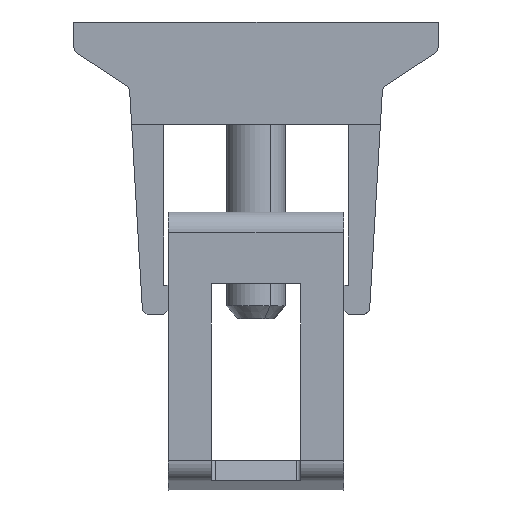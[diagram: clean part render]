
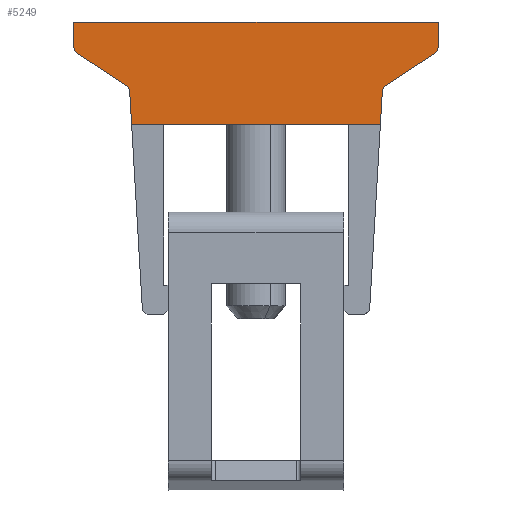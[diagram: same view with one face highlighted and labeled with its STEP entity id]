
A CAD part, left-side view. The second image highlights one B-rep face of the part: STEP entity #5249.
In plain terms, the highlighted planar face has unit normal (-1, 0, 0).
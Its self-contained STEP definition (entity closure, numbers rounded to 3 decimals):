
#4106=AXIS2_PLACEMENT_3D('Circle Axis2P3D',#4104,#4105,$) ;
#4168=AXIS2_PLACEMENT_3D('Circle Axis2P3D',#4166,#4167,$) ;
#5099=AXIS2_PLACEMENT_3D('Circle Axis2P3D',#5097,#5098,$) ;
#5161=AXIS2_PLACEMENT_3D('Circle Axis2P3D',#5159,#5160,$) ;
#5223=AXIS2_PLACEMENT_3D('Plane Axis2P3D',#5220,#5221,#5222) ;
#4054=CARTESIAN_POINT('Vertex',(0.275,3.945,25.001)) ;
#4068=CARTESIAN_POINT('Vertex',(0.275,3.815,27.25)) ;
#4071=CARTESIAN_POINT('Line Origine',(0.275,3.88,26.126)) ;
#4101=CARTESIAN_POINT('Vertex',(0.275,3.59,27.639)) ;
#4104=CARTESIAN_POINT('Axis2P3D Location',(0.275,3.315,27.221)) ;
#4132=CARTESIAN_POINT('Vertex',(0.275,0.225,29.853)) ;
#4135=CARTESIAN_POINT('Line Origine',(0.275,1.908,28.746)) ;
#4163=CARTESIAN_POINT('Vertex',(0.275,0.,30.271)) ;
#4166=CARTESIAN_POINT('Axis2P3D Location',(0.275,0.5,30.271)) ;
#4194=CARTESIAN_POINT('Vertex',(0.275,0.,32.001)) ;
#4197=CARTESIAN_POINT('Line Origine',(0.275,0.,31.136)) ;
#5049=CARTESIAN_POINT('Vertex',(0.275,24.9,32.001)) ;
#5063=CARTESIAN_POINT('Vertex',(0.275,24.9,30.271)) ;
#5066=CARTESIAN_POINT('Line Origine',(0.275,24.9,31.136)) ;
#5094=CARTESIAN_POINT('Vertex',(0.275,24.675,29.853)) ;
#5097=CARTESIAN_POINT('Axis2P3D Location',(0.275,24.4,30.271)) ;
#5125=CARTESIAN_POINT('Vertex',(0.275,21.31,27.639)) ;
#5128=CARTESIAN_POINT('Line Origine',(0.275,22.992,28.746)) ;
#5156=CARTESIAN_POINT('Vertex',(0.275,21.085,27.25)) ;
#5159=CARTESIAN_POINT('Axis2P3D Location',(0.275,21.585,27.221)) ;
#5176=CARTESIAN_POINT('Line Origine',(0.275,21.02,26.126)) ;
#5180=CARTESIAN_POINT('Vertex',(0.275,20.955,25.001)) ;
#5220=CARTESIAN_POINT('Axis2P3D Location',(0.275,12.45,32.001)) ;
#5225=CARTESIAN_POINT('Line Origine',(0.275,12.45,25.001)) ;
#5230=CARTESIAN_POINT('Line Origine',(0.275,12.45,32.001)) ;
#4072=DIRECTION('Vector Direction',(0.,0.058,-0.998)) ;
#4105=DIRECTION('Axis2P3D Direction',(-1.,0.,0.)) ;
#4136=DIRECTION('Vector Direction',(0.,0.835,-0.55)) ;
#4167=DIRECTION('Axis2P3D Direction',(-1.,0.,0.)) ;
#4198=DIRECTION('Vector Direction',(0.,0.,-1.)) ;
#5067=DIRECTION('Vector Direction',(0.,0.,-1.)) ;
#5098=DIRECTION('Axis2P3D Direction',(-1.,0.,0.)) ;
#5129=DIRECTION('Vector Direction',(0.,-0.835,-0.55)) ;
#5160=DIRECTION('Axis2P3D Direction',(-1.,0.,0.)) ;
#5177=DIRECTION('Vector Direction',(0.,-0.058,-0.998)) ;
#5221=DIRECTION('Axis2P3D Direction',(-1.,0.,0.)) ;
#5222=DIRECTION('Axis2P3D XDirection',(0.,-1.,0.)) ;
#5226=DIRECTION('Vector Direction',(0.,-1.,0.)) ;
#5231=DIRECTION('Vector Direction',(0.,1.,0.)) ;
#4073=VECTOR('Line Direction',#4072,1.) ;
#4137=VECTOR('Line Direction',#4136,1.) ;
#4199=VECTOR('Line Direction',#4198,1.) ;
#5068=VECTOR('Line Direction',#5067,1.) ;
#5130=VECTOR('Line Direction',#5129,1.) ;
#5178=VECTOR('Line Direction',#5177,1.) ;
#5227=VECTOR('Line Direction',#5226,1.) ;
#5232=VECTOR('Line Direction',#5231,1.) ;
#5236=ORIENTED_EDGE('',*,*,#5070,.T.) ;
#5237=ORIENTED_EDGE('',*,*,#5101,.T.) ;
#5238=ORIENTED_EDGE('',*,*,#5132,.T.) ;
#5239=ORIENTED_EDGE('',*,*,#5163,.T.) ;
#5240=ORIENTED_EDGE('',*,*,#5182,.T.) ;
#5241=ORIENTED_EDGE('',*,*,#5229,.T.) ;
#5242=ORIENTED_EDGE('',*,*,#4075,.T.) ;
#5243=ORIENTED_EDGE('',*,*,#4108,.T.) ;
#5244=ORIENTED_EDGE('',*,*,#4139,.T.) ;
#5245=ORIENTED_EDGE('',*,*,#4170,.T.) ;
#5246=ORIENTED_EDGE('',*,*,#4201,.T.) ;
#5247=ORIENTED_EDGE('',*,*,#5234,.T.) ;
#5249=ADVANCED_FACE('V4',(#5248),#5224,.T.) ;
#4107=CIRCLE('generated circle',#4106,0.5) ;
#4169=CIRCLE('generated circle',#4168,0.5) ;
#5100=CIRCLE('generated circle',#5099,0.5) ;
#5162=CIRCLE('generated circle',#5161,0.5) ;
#4075=EDGE_CURVE('',#4055,#4069,#4074,.F.) ;
#4108=EDGE_CURVE('',#4069,#4102,#4107,.F.) ;
#4139=EDGE_CURVE('',#4102,#4133,#4138,.F.) ;
#4170=EDGE_CURVE('',#4133,#4164,#4169,.T.) ;
#4201=EDGE_CURVE('',#4164,#4195,#4200,.F.) ;
#5070=EDGE_CURVE('',#5050,#5064,#5069,.T.) ;
#5101=EDGE_CURVE('',#5064,#5095,#5100,.T.) ;
#5132=EDGE_CURVE('',#5095,#5126,#5131,.T.) ;
#5163=EDGE_CURVE('',#5126,#5157,#5162,.F.) ;
#5182=EDGE_CURVE('',#5157,#5181,#5179,.T.) ;
#5229=EDGE_CURVE('',#5181,#4055,#5228,.T.) ;
#5234=EDGE_CURVE('',#4195,#5050,#5233,.T.) ;
#5235=EDGE_LOOP('',(#5236,#5237,#5238,#5239,#5240,#5241,#5242,#5243,#5244,#5245,#5246,#5247)) ;
#5248=FACE_OUTER_BOUND('',#5235,.T.) ;
#4074=LINE('Line',#4071,#4073) ;
#4138=LINE('Line',#4135,#4137) ;
#4200=LINE('Line',#4197,#4199) ;
#5069=LINE('Line',#5066,#5068) ;
#5131=LINE('Line',#5128,#5130) ;
#5179=LINE('Line',#5176,#5178) ;
#5228=LINE('Line',#5225,#5227) ;
#5233=LINE('Line',#5230,#5232) ;
#5224=PLANE('',#5223) ;
#4055=VERTEX_POINT('',#4054) ;
#4069=VERTEX_POINT('',#4068) ;
#4102=VERTEX_POINT('',#4101) ;
#4133=VERTEX_POINT('',#4132) ;
#4164=VERTEX_POINT('',#4163) ;
#4195=VERTEX_POINT('',#4194) ;
#5050=VERTEX_POINT('',#5049) ;
#5064=VERTEX_POINT('',#5063) ;
#5095=VERTEX_POINT('',#5094) ;
#5126=VERTEX_POINT('',#5125) ;
#5157=VERTEX_POINT('',#5156) ;
#5181=VERTEX_POINT('',#5180) ;
